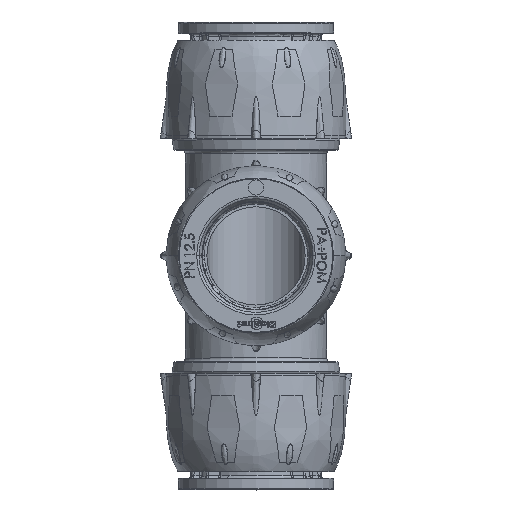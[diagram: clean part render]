
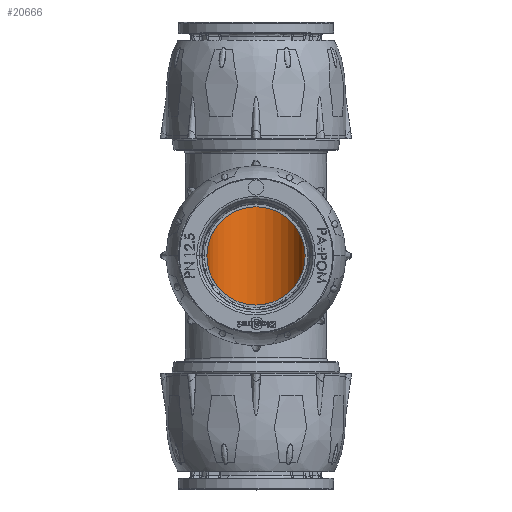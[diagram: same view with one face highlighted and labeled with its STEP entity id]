
A CAD part, top view. The second image highlights one B-rep face of the part: STEP entity #20666.
In plain terms, the highlighted cylindrical face has radius 13 mm (diameter 26 mm), a partial arc.
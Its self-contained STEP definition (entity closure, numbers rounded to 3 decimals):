
#1636 = DIRECTION ( 'NONE',  ( 0., -1., 0. ) ) ;
#1822 = CARTESIAN_POINT ( 'NONE',  ( 0., 0., 13. ) ) ;
#3332 = CYLINDRICAL_SURFACE ( 'NONE', #20029, 13. ) ;
#3487 = DIRECTION ( 'NONE',  ( 0., -1., 0. ) ) ;
#3683 = ORIENTED_EDGE ( 'NONE', *, *, #22327, .F. ) ;
#4266 = ORIENTED_EDGE ( 'NONE', *, *, #37504, .F. ) ;
#5182 = ORIENTED_EDGE ( 'NONE', *, *, #37677, .F. ) ;
#5469 = CARTESIAN_POINT ( 'NONE',  ( 0., 0., 0. ) ) ;
#6636 = EDGE_LOOP ( 'NONE', ( #3683, #5182, #11685, #29219, #45946, #4266 ) ) ;
#7057 = DIRECTION ( 'NONE',  ( 0., -1., 0. ) ) ;
#8161 = VERTEX_POINT ( 'NONE', #35147 ) ;
#8434 = DIRECTION ( 'NONE',  ( 0., -1., 0. ) ) ;
#11227 = CARTESIAN_POINT ( 'NONE',  ( 0., 0., -13. ) ) ;
#11685 = ORIENTED_EDGE ( 'NONE', *, *, #32071, .T. ) ;
#12769 = VECTOR ( 'NONE', #1636, 1000. ) ;
#12991 = CARTESIAN_POINT ( 'NONE',  ( 0., 0., -13. ) ) ;
#14376 = DIRECTION ( 'NONE',  ( 0., -1., 0. ) ) ;
#17312 = CARTESIAN_POINT ( 'NONE',  ( 0., 16.8, 13. ) ) ;
#18052 = VERTEX_POINT ( 'NONE', #25924 ) ;
#18546 = DIRECTION ( 'NONE',  ( 0., -1., 0. ) ) ;
#19084 = DIRECTION ( 'NONE',  ( 0., 0., -1. ) ) ;
#19123 = VERTEX_POINT ( 'NONE', #11227 ) ;
#20029 = AXIS2_PLACEMENT_3D ( 'NONE', #5469, #14376, #34558 ) ;
#20122 = LINE ( 'NONE', #36361, #51944 ) ;
#20666 = ADVANCED_FACE ( 'NONE', ( #25465 ), #3332, .F. ) ;
#20923 = CIRCLE ( 'NONE', #33102, 13. ) ;
#21439 = VECTOR ( 'NONE', #8434, 1000. ) ;
#22327 = EDGE_CURVE ( 'NONE', #27622, #8161, #42921, .T. ) ;
#25465 = FACE_OUTER_BOUND ( 'NONE', #6636, .T. ) ;
#25640 = AXIS2_PLACEMENT_3D ( 'NONE', #40126, #7057, #19084 ) ;
#25803 = VERTEX_POINT ( 'NONE', #48525 ) ;
#25924 = CARTESIAN_POINT ( 'NONE',  ( 0., -16.8, 13. ) ) ;
#27622 = VERTEX_POINT ( 'NONE', #17312 ) ;
#29219 = ORIENTED_EDGE ( 'NONE', *, *, #47761, .T. ) ;
#29986 = CARTESIAN_POINT ( 'NONE',  ( 0., 0., 13. ) ) ;
#30545 = EDGE_CURVE ( 'NONE', #25803, #18052, #20923, .T. ) ;
#31949 = DIRECTION ( 'NONE',  ( 0., 0., -1. ) ) ;
#32071 = EDGE_CURVE ( 'NONE', #41686, #19123, #37678, .T. ) ;
#33102 = AXIS2_PLACEMENT_3D ( 'NONE', #39919, #44047, #31949 ) ;
#34558 = DIRECTION ( 'NONE',  ( 0., 0., -1. ) ) ;
#35147 = CARTESIAN_POINT ( 'NONE',  ( 0., 0., 13. ) ) ;
#36361 = CARTESIAN_POINT ( 'NONE',  ( 0., 0., -13. ) ) ;
#37504 = EDGE_CURVE ( 'NONE', #8161, #18052, #48499, .T. ) ;
#37677 = EDGE_CURVE ( 'NONE', #41686, #27622, #53050, .T. ) ;
#37678 = LINE ( 'NONE', #12991, #21439 ) ;
#38470 = VECTOR ( 'NONE', #18546, 1000. ) ;
#39919 = CARTESIAN_POINT ( 'NONE',  ( 0., -16.8, 0. ) ) ;
#40126 = CARTESIAN_POINT ( 'NONE',  ( 0., 16.8, 0. ) ) ;
#40314 = CARTESIAN_POINT ( 'NONE',  ( 0., 16.8, -13. ) ) ;
#41686 = VERTEX_POINT ( 'NONE', #40314 ) ;
#42921 = LINE ( 'NONE', #29986, #38470 ) ;
#44047 = DIRECTION ( 'NONE',  ( 0., -1., 0. ) ) ;
#45946 = ORIENTED_EDGE ( 'NONE', *, *, #30545, .T. ) ;
#47761 = EDGE_CURVE ( 'NONE', #19123, #25803, #20122, .T. ) ;
#48499 = LINE ( 'NONE', #1822, #12769 ) ;
#48525 = CARTESIAN_POINT ( 'NONE',  ( 0., -16.8, -13. ) ) ;
#51944 = VECTOR ( 'NONE', #3487, 1000. ) ;
#53050 = CIRCLE ( 'NONE', #25640, 13. ) ;
